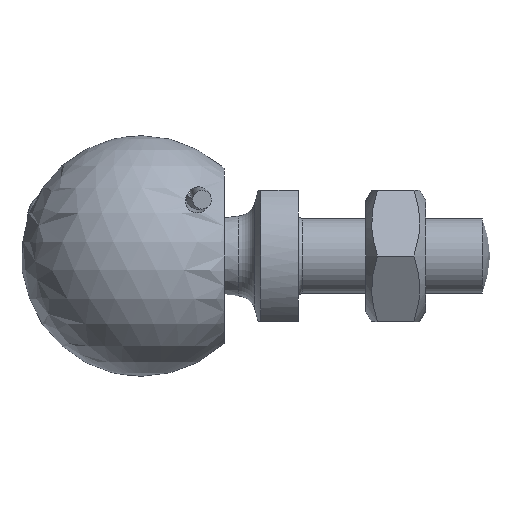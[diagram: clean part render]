
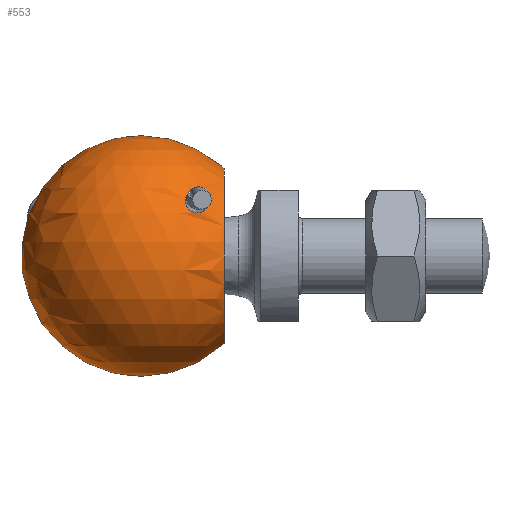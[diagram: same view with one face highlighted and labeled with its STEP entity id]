
A CAD part, left-side view. The second image highlights one B-rep face of the part: STEP entity #553.
In plain terms, the highlighted spherical face has radius 6.4 mm.
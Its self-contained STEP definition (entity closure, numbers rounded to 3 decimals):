
#208=CARTESIAN_POINT('',(3.591,-3.,4.367));
#209=VERTEX_POINT('',#208);
#210=CARTESIAN_POINT('',(3.591,-3.,4.367));
#211=CARTESIAN_POINT('',(3.658,-2.911,4.373));
#212=CARTESIAN_POINT('',(3.741,-2.822,4.361));
#213=CARTESIAN_POINT('',(3.915,-2.663,4.307));
#214=CARTESIAN_POINT('',(4.007,-2.593,4.265));
#215=CARTESIAN_POINT('',(4.173,-2.484,4.17));
#216=CARTESIAN_POINT('',(4.261,-2.436,4.108));
#217=CARTESIAN_POINT('',(4.431,-2.369,3.966));
#218=CARTESIAN_POINT('',(4.513,-2.35,3.884));
#219=CARTESIAN_POINT('',(4.639,-2.35,3.732));
#220=CARTESIAN_POINT('',(4.695,-2.363,3.653));
#221=CARTESIAN_POINT('',(4.779,-2.427,3.498));
#222=CARTESIAN_POINT('',(4.808,-2.477,3.423));
#223=CARTESIAN_POINT('',(4.823,-2.571,3.33));
#224=CARTESIAN_POINT('',(4.824,-2.606,3.301));
#225=CARTESIAN_POINT('',(4.817,-2.68,3.252));
#226=CARTESIAN_POINT('',(4.809,-2.72,3.231));
#227=CARTESIAN_POINT('',(4.774,-2.841,3.179));
#228=CARTESIAN_POINT('',(4.734,-2.925,3.162));
#229=CARTESIAN_POINT('',(4.636,-3.088,3.153));
#230=CARTESIAN_POINT('',(4.568,-3.175,3.166));
#231=CARTESIAN_POINT('',(4.419,-3.33,3.218));
#232=CARTESIAN_POINT('',(4.338,-3.397,3.258));
#233=CARTESIAN_POINT('',(4.175,-3.509,3.351));
#234=CARTESIAN_POINT('',(4.078,-3.561,3.415));
#235=CARTESIAN_POINT('',(3.887,-3.631,3.561));
#236=CARTESIAN_POINT('',(3.792,-3.65,3.643));
#237=CARTESIAN_POINT('',(3.643,-3.65,3.792));
#238=CARTESIAN_POINT('',(3.574,-3.637,3.869));
#239=CARTESIAN_POINT('',(3.494,-3.589,3.984));
#240=CARTESIAN_POINT('',(3.471,-3.569,4.022));
#241=CARTESIAN_POINT('',(3.435,-3.519,4.096));
#242=CARTESIAN_POINT('',(3.423,-3.489,4.132));
#243=CARTESIAN_POINT('',(3.412,-3.423,4.196));
#244=CARTESIAN_POINT('',(3.412,-3.388,4.224));
#245=CARTESIAN_POINT('',(3.424,-3.313,4.273));
#246=CARTESIAN_POINT('',(3.436,-3.273,4.294));
#247=CARTESIAN_POINT('',(3.485,-3.153,4.345));
#248=CARTESIAN_POINT('',(3.537,-3.071,4.362));
#249=CARTESIAN_POINT('',(3.591,-3.,4.367));
#250=B_SPLINE_CURVE_WITH_KNOTS('',3,(#210,#211,#212,#213,#214,#215,#216,#217,#218,#219,#220,#221,#222,#223,#224,#225,#226,#227,#228,#229,#230,#231,#232,#233,#234,#235,#236,#237,#238,#239,#240,#241,#242,#243,#244,#245,#246,#247,#248,#249),.UNSPECIFIED.,.T.,.U.,(4,2,2,2,2,2,2,2,2,2,2,2,2,2,2,2,2,2,2,4),(0.0,0.034,0.067,0.1,0.132,0.159,0.186,0.199,0.212,0.238,0.269,0.3,0.335,0.37,0.398,0.412,0.427,0.44,0.454,0.48),.UNSPECIFIED.);
#251=EDGE_CURVE('',#209,#209,#250,.T.);
#320=CARTESIAN_POINT('',(-4.294,-3.,3.677));
#321=VERTEX_POINT('',#320);
#322=CARTESIAN_POINT('',(-4.294,-3.,3.677));
#323=CARTESIAN_POINT('',(-4.24,-3.071,3.681));
#324=CARTESIAN_POINT('',(-4.187,-3.153,3.674));
#325=CARTESIAN_POINT('',(-4.13,-3.273,3.632));
#326=CARTESIAN_POINT('',(-4.114,-3.313,3.614));
#327=CARTESIAN_POINT('',(-4.094,-3.388,3.567));
#328=CARTESIAN_POINT('',(-4.088,-3.423,3.54));
#329=CARTESIAN_POINT('',(-4.088,-3.489,3.475));
#330=CARTESIAN_POINT('',(-4.094,-3.519,3.438));
#331=CARTESIAN_POINT('',(-4.116,-3.569,3.359));
#332=CARTESIAN_POINT('',(-4.132,-3.589,3.317));
#333=CARTESIAN_POINT('',(-4.191,-3.637,3.189));
#334=CARTESIAN_POINT('',(-4.246,-3.65,3.102));
#335=CARTESIAN_POINT('',(-4.367,-3.65,2.929));
#336=CARTESIAN_POINT('',(-4.446,-3.631,2.832));
#337=CARTESIAN_POINT('',(-4.609,-3.561,2.655));
#338=CARTESIAN_POINT('',(-4.693,-3.509,2.575));
#339=CARTESIAN_POINT('',(-4.838,-3.397,2.455));
#340=CARTESIAN_POINT('',(-4.911,-3.33,2.402));
#341=CARTESIAN_POINT('',(-5.048,-3.175,2.324));
#342=CARTESIAN_POINT('',(-5.113,-3.088,2.3));
#343=CARTESIAN_POINT('',(-5.211,-2.925,2.292));
#344=CARTESIAN_POINT('',(-5.254,-2.841,2.302));
#345=CARTESIAN_POINT('',(-5.297,-2.72,2.346));
#346=CARTESIAN_POINT('',(-5.309,-2.68,2.366));
#347=CARTESIAN_POINT('',(-5.324,-2.606,2.414));
#348=CARTESIAN_POINT('',(-5.328,-2.571,2.442));
#349=CARTESIAN_POINT('',(-5.329,-2.477,2.536));
#350=CARTESIAN_POINT('',(-5.314,-2.427,2.615));
#351=CARTESIAN_POINT('',(-5.258,-2.363,2.782));
#352=CARTESIAN_POINT('',(-5.216,-2.35,2.87));
#353=CARTESIAN_POINT('',(-5.119,-2.35,3.041));
#354=CARTESIAN_POINT('',(-5.053,-2.369,3.136));
#355=CARTESIAN_POINT('',(-4.91,-2.436,3.306));
#356=CARTESIAN_POINT('',(-4.834,-2.484,3.382));
#357=CARTESIAN_POINT('',(-4.687,-2.593,3.505));
#358=CARTESIAN_POINT('',(-4.604,-2.663,3.562));
#359=CARTESIAN_POINT('',(-4.441,-2.822,3.645));
#360=CARTESIAN_POINT('',(-4.362,-2.911,3.671));
#361=CARTESIAN_POINT('',(-4.294,-3.,3.677));
#362=B_SPLINE_CURVE_WITH_KNOTS('',3,(#322,#323,#324,#325,#326,#327,#328,#329,#330,#331,#332,#333,#334,#335,#336,#337,#338,#339,#340,#341,#342,#343,#344,#345,#346,#347,#348,#349,#350,#351,#352,#353,#354,#355,#356,#357,#358,#359,#360,#361),.UNSPECIFIED.,.T.,.U.,(4,2,2,2,2,2,2,2,2,2,2,2,2,2,2,2,2,2,2,4),(0.0,0.027,0.04,0.054,0.068,0.082,0.111,0.146,0.181,0.211,0.242,0.268,0.282,0.295,0.321,0.348,0.381,0.413,0.447,0.48),.UNSPECIFIED.);
#363=EDGE_CURVE('',#321,#321,#362,.T.);
#513=CARTESIAN_POINT('',(0.,-4.4,4.648));
#514=VERTEX_POINT('',#513);
#515=CARTESIAN_POINT('',(0.0,-4.4,0.));
#516=DIRECTION('',(0.0,1.0,0.0));
#517=DIRECTION('',(0.0,0.0,-1.0));
#518=AXIS2_PLACEMENT_3D('',#515,#516,#517);
#519=CIRCLE('',#518,4.648);
#520=EDGE_CURVE('',#514,#514,#519,.T.);
#528=CARTESIAN_POINT('',(0.0,0.0,0.0));
#529=DIRECTION('',(0.0,0.0,1.0));
#530=DIRECTION('',(1.0,0.0,0.0));
#531=AXIS2_PLACEMENT_3D('',#528,#529,#530);
#532=SPHERICAL_SURFACE('',#531,6.4);
#533=ORIENTED_EDGE('',*,*,#251,.T.);
#534=EDGE_LOOP('',(#533));
#535=FACE_OUTER_BOUND('',#534,.T.);
#536=ORIENTED_EDGE('',*,*,#363,.T.);
#537=EDGE_LOOP('',(#536));
#538=FACE_BOUND('',#537,.T.);
#539=ORIENTED_EDGE('',*,*,#520,.T.);
#540=EDGE_LOOP('',(#539));
#541=FACE_BOUND('',#540,.T.);
#542=CARTESIAN_POINT('',(5.451,3.353,0.0));
#543=VERTEX_POINT('',#542);
#544=CARTESIAN_POINT('',(5.451,0.0,0.0));
#545=DIRECTION('',(1.0,0.0,0.0));
#546=DIRECTION('',(0.0,1.0,0.0));
#547=AXIS2_PLACEMENT_3D('',#544,#545,#546);
#548=CIRCLE('',#547,3.353);
#549=EDGE_CURVE('',#543,#543,#548,.T.);
#550=ORIENTED_EDGE('',*,*,#549,.F.);
#551=EDGE_LOOP('',(#550));
#552=FACE_BOUND('',#551,.T.);
#553=ADVANCED_FACE('',(#535,#538,#541,#552),#532,.T.);
